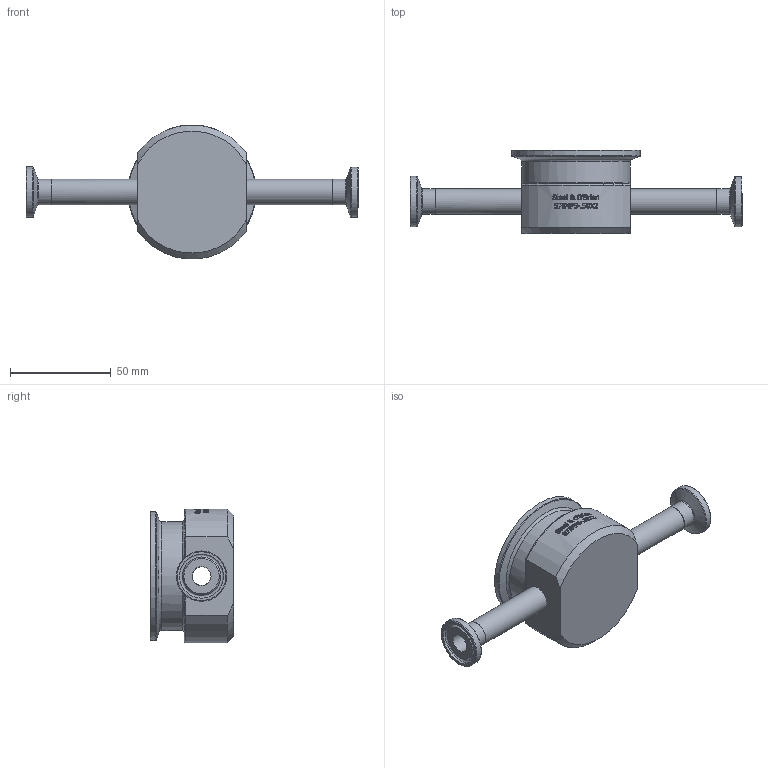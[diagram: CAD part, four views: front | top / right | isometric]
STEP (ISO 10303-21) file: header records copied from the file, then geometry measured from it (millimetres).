
FILE_DESCRIPTION(/* description */ (''),/* implementation_level */ '2;1');
FILE_NAME(/* name */ 'S7IMPS-.50X2.stp',/* time_stamp */ '2018-11-30T14:28:38-05:00',/* author */ ('rick'),/* organization */ (''),/* preprocessor_version */ 'ST-DEVELOPER v15.2',/* originating_system */ 'Autodesk Inventor 2014',/* authorisation */ '');
FILE_SCHEMA (('AUTOMOTIVE_DESIGN { 1 0 10303 214 3 1 1 }'));
Length unit declared in the file: inch
Products named in the file (1): S7IMPS-.50X2
Bounding box: 165.1 x 41.27 x 66.55 mm (x, y, z)
Volume: 86205.5 mm3; surface area: 28892 mm2
Topology: 1 solids, 1 shells, 475 faces, 1248 edges, 819 vertices
Faces by surface type: bspline 211, plane 176, cylinder 56, torus 22, cone 10
Full cylindrical faces by diameter (mm): 9.398 x3, 12.7 x4, 21.895 x2, 24.994 x2, 47.498 x1, 54.102 x1, 63.881 x1
Entity records: 19537 total; most frequent: CARTESIAN_POINT 9142, ORIENTED_EDGE 2402, DIRECTION 1574, EDGE_CURVE 1201, VERTEX_POINT 813, EDGE_LOOP 564, AXIS2_PLACEMENT_3D 535, LINE 504
